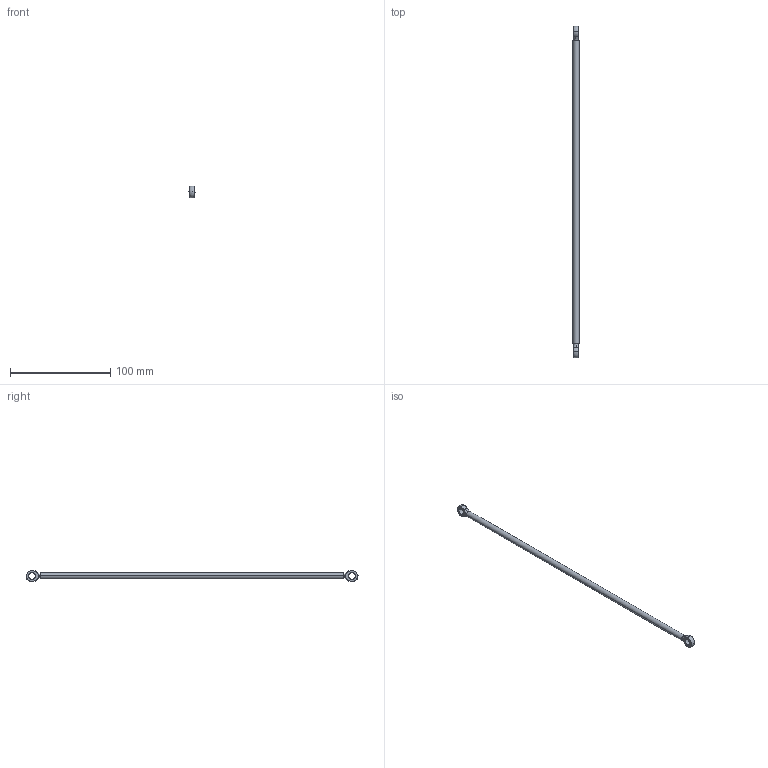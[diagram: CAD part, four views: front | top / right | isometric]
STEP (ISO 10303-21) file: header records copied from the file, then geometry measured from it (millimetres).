
FILE_DESCRIPTION (( 'STEP AP214' ), '1' );
FILE_NAME ('Carrier - Stick.STEP', '2020-02-08T07:23:28', ( '' ), ( '' ), 'SwSTEP 2.0', 'SolidWorks 2018', '' );
FILE_SCHEMA (( 'AUTOMOTIVE_DESIGN' ));
Length unit declared in the file: millimetre
Products named in the file (3): Carrier - Stick; Carbon Tube 303_Default<As Machined>; Joint Ball 2
Assembly tree (3 placements, depth 2):
  Carrier - Stick
    Joint Ball 2  x2
    Carbon Tube 303_Default<As Machined>
Bounding box: 6 x 331.6 x 11.98 mm (x, y, z)
Volume: 7393.3 mm3; surface area: 9895.7 mm2
Topology: 3 solids, 3 shells, 32 faces, 88 edges, 58 vertices
Faces by surface type: sphere 10, plane 10, cylinder 8, torus 4
Entity records: 730 total; most frequent: CARTESIAN_POINT 153, DIRECTION 124, ORIENTED_EDGE 84, AXIS2_PLACEMENT_3D 59, EDGE_CURVE 42, CIRCLE 34, VERTEX_POINT 28, EDGE_LOOP 24
